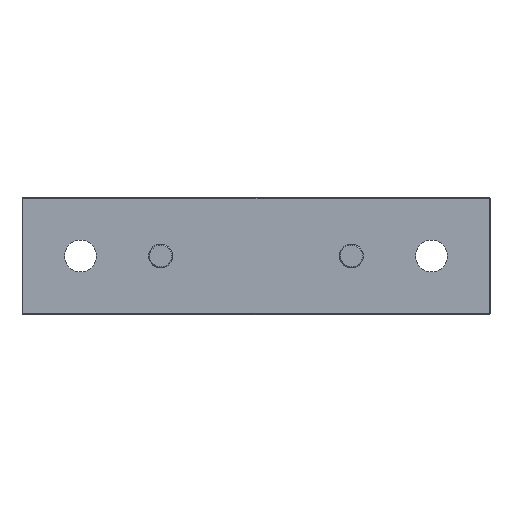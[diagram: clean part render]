
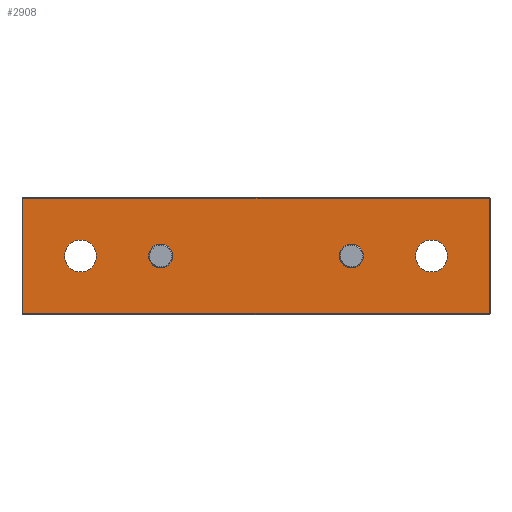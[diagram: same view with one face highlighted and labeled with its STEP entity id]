
A CAD part, front view. The second image highlights one B-rep face of the part: STEP entity #2908.
In plain terms, the highlighted planar face has unit normal (0, -1, 0).
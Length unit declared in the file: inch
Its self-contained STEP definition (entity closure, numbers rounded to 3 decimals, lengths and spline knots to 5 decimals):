
#35 = DIRECTION ( 'NONE',  ( 0., 0., 1. ) ) ;
#50 = EDGE_CURVE ( 'NONE', #3993, #7020, #8810, .T. ) ;
#59 = CARTESIAN_POINT ( 'NONE',  ( -1.376, -2.5, 0. ) ) ;
#154 = VERTEX_POINT ( 'NONE', #4574 ) ;
#179 = CARTESIAN_POINT ( 'NONE',  ( -2.99, -2.5, 0.74 ) ) ;
#347 = CIRCLE ( 'NONE', #6412, 0.205 ) ;
#356 = DIRECTION ( 'NONE',  ( 0., 0., 1. ) ) ;
#392 = ORIENTED_EDGE ( 'NONE', *, *, #412, .T. ) ;
#393 = VERTEX_POINT ( 'NONE', #179 ) ;
#404 = ORIENTED_EDGE ( 'NONE', *, *, #4900, .T. ) ;
#412 = EDGE_CURVE ( 'NONE', #393, #6056, #3835, .T. ) ;
#488 = DIRECTION ( 'NONE',  ( 0., -1., 0. ) ) ;
#600 = AXIS2_PLACEMENT_3D ( 'NONE', #3684, #8504, #4366 ) ;
#675 = ORIENTED_EDGE ( 'NONE', *, *, #50, .T. ) ;
#906 = EDGE_CURVE ( 'NONE', #6056, #2610, #8212, .T. ) ;
#960 = AXIS2_PLACEMENT_3D ( 'NONE', #8233, #4098, #35 ) ;
#1005 = CIRCLE ( 'NONE', #960, 0.205 ) ;
#1075 = EDGE_CURVE ( 'NONE', #2610, #4522, #7982, .T. ) ;
#1248 = EDGE_CURVE ( 'NONE', #4522, #393, #1446, .T. ) ;
#1424 = ORIENTED_EDGE ( 'NONE', *, *, #906, .T. ) ;
#1446 = LINE ( 'NONE', #5219, #8532 ) ;
#1525 = EDGE_LOOP ( 'NONE', ( #7751, #8703 ) ) ;
#1563 = CARTESIAN_POINT ( 'NONE',  ( -2.25, -2.5, 0.205 ) ) ;
#1606 = DIRECTION ( 'NONE',  ( 0., 1., 0. ) ) ;
#1842 = DIRECTION ( 'NONE',  ( -1., 0., 0. ) ) ;
#1866 = EDGE_CURVE ( 'NONE', #7717, #7116, #4602, .T. ) ;
#2039 = ORIENTED_EDGE ( 'NONE', *, *, #3123, .T. ) ;
#2223 = DIRECTION ( 'NONE',  ( 0., 0., -1. ) ) ;
#2408 = CARTESIAN_POINT ( 'NONE',  ( 2.99, -2.5, 0.74 ) ) ;
#2454 = EDGE_CURVE ( 'NONE', #7116, #7717, #6157, .T. ) ;
#2493 = EDGE_CURVE ( 'NONE', #6802, #154, #8754, .T. ) ;
#2610 = VERTEX_POINT ( 'NONE', #8541 ) ;
#2715 = VECTOR ( 'NONE', #3076, 39.37008 ) ;
#2899 = CARTESIAN_POINT ( 'NONE',  ( -2.99, -2.5, 0. ) ) ;
#2908 = ADVANCED_FACE ( 'NONE', ( #3149, #8424, #4959, #6597, #4743 ), #3811, .T. ) ;
#3074 = CARTESIAN_POINT ( 'NONE',  ( 2.25, -2.5, 0. ) ) ;
#3076 = DIRECTION ( 'NONE',  ( 0., 0., 1. ) ) ;
#3123 = EDGE_CURVE ( 'NONE', #8847, #5486, #1005, .T. ) ;
#3149 = FACE_BOUND ( 'NONE', #6027, .T. ) ;
#3199 = CARTESIAN_POINT ( 'NONE',  ( -1.2225, -2.5, 0. ) ) ;
#3225 = ORIENTED_EDGE ( 'NONE', *, *, #1075, .T. ) ;
#3316 = CARTESIAN_POINT ( 'NONE',  ( 2.25, -2.5, 0. ) ) ;
#3601 = AXIS2_PLACEMENT_3D ( 'NONE', #3074, #7866, #3743 ) ;
#3605 = CARTESIAN_POINT ( 'NONE',  ( 1.069, -2.5, 0. ) ) ;
#3615 = DIRECTION ( 'NONE',  ( 0., 1., 0. ) ) ;
#3684 = CARTESIAN_POINT ( 'NONE',  ( 1.2225, -2.5, 0. ) ) ;
#3738 = EDGE_CURVE ( 'NONE', #7020, #3993, #347, .T. ) ;
#3743 = DIRECTION ( 'NONE',  ( 0., 0., 1. ) ) ;
#3780 = CARTESIAN_POINT ( 'NONE',  ( 2.99, -2.5, 0. ) ) ;
#3805 = ORIENTED_EDGE ( 'NONE', *, *, #1866, .T. ) ;
#3811 = PLANE ( 'NONE',  #5876 ) ;
#3835 = LINE ( 'NONE', #2899, #5679 ) ;
#3880 = DIRECTION ( 'NONE',  ( -1., 0., 0. ) ) ;
#3912 = AXIS2_PLACEMENT_3D ( 'NONE', #8562, #4418, #356 ) ;
#3993 = VERTEX_POINT ( 'NONE', #7174 ) ;
#4003 = ORIENTED_EDGE ( 'NONE', *, *, #3738, .T. ) ;
#4004 = DIRECTION ( 'NONE',  ( 0., 0., 1. ) ) ;
#4098 = DIRECTION ( 'NONE',  ( 0., 1., 0. ) ) ;
#4105 = EDGE_LOOP ( 'NONE', ( #3805, #5937 ) ) ;
#4170 = AXIS2_PLACEMENT_3D ( 'NONE', #3199, #8004, #3880 ) ;
#4277 = DIRECTION ( 'NONE',  ( 1., 0., 0. ) ) ;
#4366 = DIRECTION ( 'NONE',  ( -1., 0., 0. ) ) ;
#4418 = DIRECTION ( 'NONE',  ( 0., 1., 0. ) ) ;
#4522 = VERTEX_POINT ( 'NONE', #2408 ) ;
#4554 = CARTESIAN_POINT ( 'NONE',  ( 3., -2.5, 0. ) ) ;
#4574 = CARTESIAN_POINT ( 'NONE',  ( 1.376, -2.5, 0. ) ) ;
#4602 = CIRCLE ( 'NONE', #4170, 0.1535 ) ;
#4743 = FACE_OUTER_BOUND ( 'NONE', #5752, .T. ) ;
#4900 = EDGE_CURVE ( 'NONE', #5486, #8847, #5331, .T. ) ;
#4959 = FACE_BOUND ( 'NONE', #1525, .T. ) ;
#5042 = CARTESIAN_POINT ( 'NONE',  ( -2.25, -2.5, -0.205 ) ) ;
#5219 = CARTESIAN_POINT ( 'NONE',  ( 3., -2.5, 0.74 ) ) ;
#5249 = DIRECTION ( 'NONE',  ( 0., 0., -1. ) ) ;
#5331 = CIRCLE ( 'NONE', #3912, 0.205 ) ;
#5486 = VERTEX_POINT ( 'NONE', #5042 ) ;
#5679 = VECTOR ( 'NONE', #2223, 39.37008 ) ;
#5710 = CARTESIAN_POINT ( 'NONE',  ( -1.2225, -2.5, 0. ) ) ;
#5748 = ORIENTED_EDGE ( 'NONE', *, *, #1248, .T. ) ;
#5752 = EDGE_LOOP ( 'NONE', ( #3225, #5748, #392, #1424 ) ) ;
#5876 = AXIS2_PLACEMENT_3D ( 'NONE', #4554, #488, #5249 ) ;
#5937 = ORIENTED_EDGE ( 'NONE', *, *, #2454, .T. ) ;
#6027 = EDGE_LOOP ( 'NONE', ( #4003, #675 ) ) ;
#6056 = VERTEX_POINT ( 'NONE', #6698 ) ;
#6095 = CARTESIAN_POINT ( 'NONE',  ( 2.25, -2.5, 0.205 ) ) ;
#6157 = CIRCLE ( 'NONE', #6269, 0.1535 ) ;
#6269 = AXIS2_PLACEMENT_3D ( 'NONE', #5710, #1606, #6403 ) ;
#6362 = EDGE_CURVE ( 'NONE', #154, #6802, #6793, .T. ) ;
#6403 = DIRECTION ( 'NONE',  ( -1., 0., 0. ) ) ;
#6412 = AXIS2_PLACEMENT_3D ( 'NONE', #3316, #8134, #4004 ) ;
#6597 = FACE_BOUND ( 'NONE', #4105, .T. ) ;
#6698 = CARTESIAN_POINT ( 'NONE',  ( -2.99, -2.5, -0.74 ) ) ;
#6793 = CIRCLE ( 'NONE', #6974, 0.1535 ) ;
#6802 = VERTEX_POINT ( 'NONE', #3605 ) ;
#6974 = AXIS2_PLACEMENT_3D ( 'NONE', #7725, #3615, #8445 ) ;
#7020 = VERTEX_POINT ( 'NONE', #6095 ) ;
#7026 = CARTESIAN_POINT ( 'NONE',  ( 3., -2.5, -0.74 ) ) ;
#7116 = VERTEX_POINT ( 'NONE', #8265 ) ;
#7174 = CARTESIAN_POINT ( 'NONE',  ( 2.25, -2.5, -0.205 ) ) ;
#7548 = EDGE_LOOP ( 'NONE', ( #2039, #404 ) ) ;
#7717 = VERTEX_POINT ( 'NONE', #59 ) ;
#7725 = CARTESIAN_POINT ( 'NONE',  ( 1.2225, -2.5, 0. ) ) ;
#7751 = ORIENTED_EDGE ( 'NONE', *, *, #2493, .T. ) ;
#7866 = DIRECTION ( 'NONE',  ( 0., 1., 0. ) ) ;
#7982 = LINE ( 'NONE', #3780, #2715 ) ;
#7990 = VECTOR ( 'NONE', #4277, 39.37008 ) ;
#8004 = DIRECTION ( 'NONE',  ( 0., 1., 0. ) ) ;
#8134 = DIRECTION ( 'NONE',  ( 0., 1., 0. ) ) ;
#8212 = LINE ( 'NONE', #7026, #7990 ) ;
#8233 = CARTESIAN_POINT ( 'NONE',  ( -2.25, -2.5, 0. ) ) ;
#8265 = CARTESIAN_POINT ( 'NONE',  ( -1.069, -2.5, 0. ) ) ;
#8424 = FACE_BOUND ( 'NONE', #7548, .T. ) ;
#8445 = DIRECTION ( 'NONE',  ( -1., 0., 0. ) ) ;
#8504 = DIRECTION ( 'NONE',  ( 0., 1., 0. ) ) ;
#8532 = VECTOR ( 'NONE', #1842, 39.37008 ) ;
#8541 = CARTESIAN_POINT ( 'NONE',  ( 2.99, -2.5, -0.74 ) ) ;
#8562 = CARTESIAN_POINT ( 'NONE',  ( -2.25, -2.5, 0. ) ) ;
#8703 = ORIENTED_EDGE ( 'NONE', *, *, #6362, .T. ) ;
#8754 = CIRCLE ( 'NONE', #600, 0.1535 ) ;
#8810 = CIRCLE ( 'NONE', #3601, 0.205 ) ;
#8847 = VERTEX_POINT ( 'NONE', #1563 ) ;
